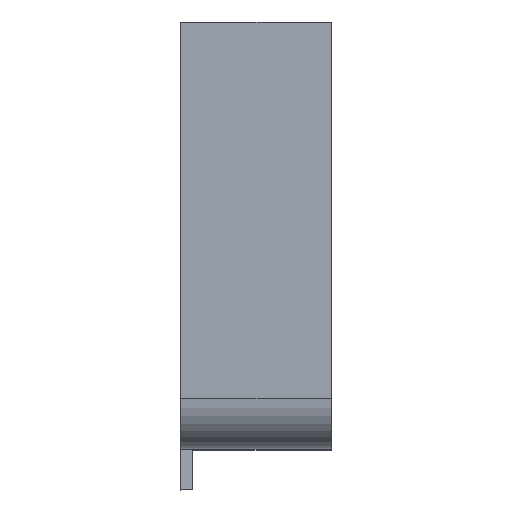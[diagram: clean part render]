
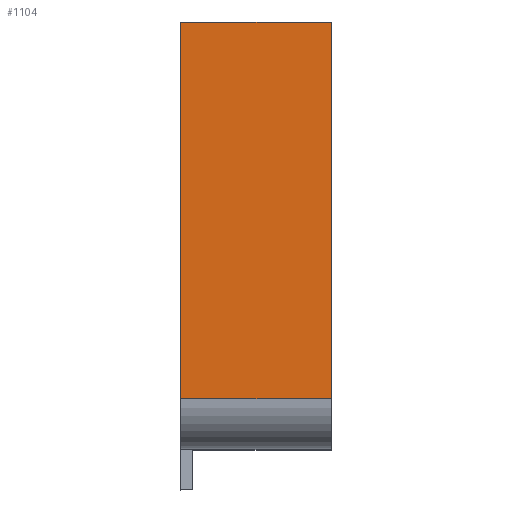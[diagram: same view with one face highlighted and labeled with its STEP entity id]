
A CAD part, top view. The second image highlights one B-rep face of the part: STEP entity #1104.
In plain terms, the highlighted planar face has unit normal (0, 0, 1).
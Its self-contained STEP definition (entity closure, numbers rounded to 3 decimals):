
#411 = VERTEX_POINT('',#412);
#412 = CARTESIAN_POINT('',(0.,0.,120.)
  );
#418 = EDGE_CURVE('',#411,#419,#421,.T.);
#419 = VERTEX_POINT('',#420);
#420 = CARTESIAN_POINT('',(0.,-75.,120.));
#421 = LINE('',#422,#423);
#422 = CARTESIAN_POINT('',(0.,0.,120.)
  );
#423 = VECTOR('',#424,1.);
#424 = DIRECTION('',(0.,-1.,0.));
#615 = VERTEX_POINT('',#616);
#616 = CARTESIAN_POINT('',(30.,0.,120.));
#622 = EDGE_CURVE('',#615,#623,#625,.T.);
#623 = VERTEX_POINT('',#624);
#624 = CARTESIAN_POINT('',(30.,-75.,120.));
#625 = LINE('',#626,#627);
#626 = CARTESIAN_POINT('',(30.,0.,120.));
#627 = VECTOR('',#628,1.);
#628 = DIRECTION('',(0.,-1.,0.));
#1087 = EDGE_CURVE('',#411,#615,#1088,.T.);
#1088 = LINE('',#1089,#1090);
#1089 = CARTESIAN_POINT('',(0.,0.,120.)
  );
#1090 = VECTOR('',#1091,1.);
#1091 = DIRECTION('',(1.,0.,0.));
#1104 = ADVANCED_FACE('',(#1105),#1116,.F.);
#1105 = FACE_BOUND('',#1106,.F.);
#1106 = EDGE_LOOP('',(#1107,#1108,#1109,#1115));
#1107 = ORIENTED_EDGE('',*,*,#1087,.T.);
#1108 = ORIENTED_EDGE('',*,*,#622,.T.);
#1109 = ORIENTED_EDGE('',*,*,#1110,.F.);
#1110 = EDGE_CURVE('',#419,#623,#1111,.T.);
#1111 = LINE('',#1112,#1113);
#1112 = CARTESIAN_POINT('',(0.,-75.,120.));
#1113 = VECTOR('',#1114,1.);
#1114 = DIRECTION('',(1.,0.,0.));
#1115 = ORIENTED_EDGE('',*,*,#418,.F.);
#1116 = PLANE('',#1117);
#1117 = AXIS2_PLACEMENT_3D('',#1118,#1119,#1120);
#1118 = CARTESIAN_POINT('',(0.,0.,120.)
  );
#1119 = DIRECTION('',(0.,0.,-1.));
#1120 = DIRECTION('',(0.,-1.,0.));
